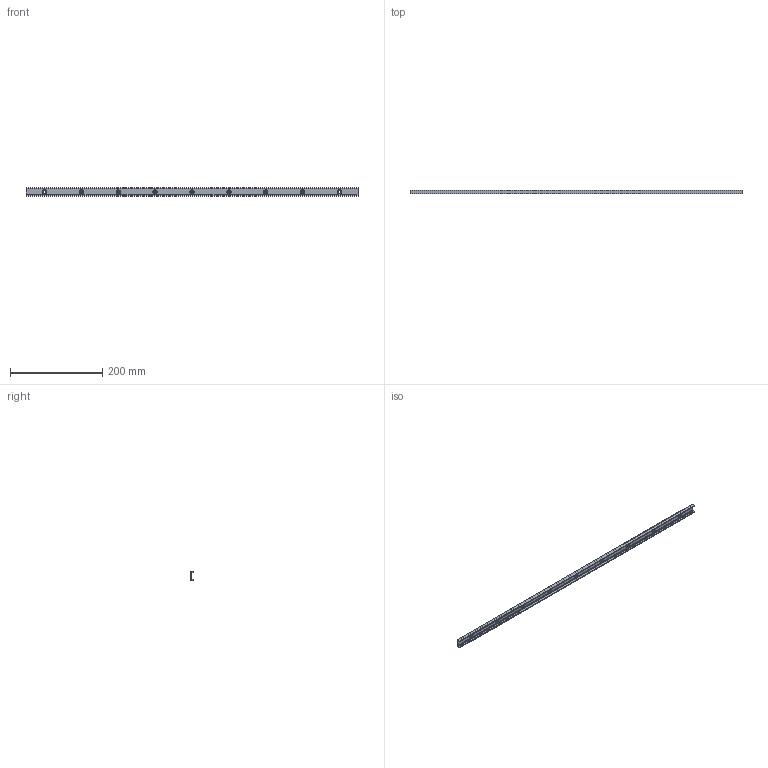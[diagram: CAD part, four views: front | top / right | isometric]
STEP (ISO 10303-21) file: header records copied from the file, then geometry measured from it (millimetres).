
FILE_DESCRIPTION((''),'2;1');
FILE_NAME('LCU 18-0720.C.stp','2016-05-02T15:07:08',('MRathmann'),(''),'Autodesk Inventor 2012','Autodesk Inventor 2012','');
FILE_SCHEMA(('CONFIG_CONTROL_DESIGN'));
Length unit declared in the file: millimetre
Products named in the file (1): LCU 18-0720.C
Bounding box: 720 x 8.25 x 18 mm (x, y, z)
Volume: 47882.2 mm3; surface area: 46134.8 mm2
Topology: 1 solids, 1 shells, 49 faces, 141 edges, 94 vertices
Faces by surface type: cylinder 29, plane 20
Full cylindrical faces by diameter (mm): 5 x9, 9.5 x9
Entity records: 1551 total; most frequent: CARTESIAN_POINT 294, DIRECTION 263, ORIENTED_EDGE 228, EDGE_CURVE 114, AXIS2_PLACEMENT_3D 108, VERTEX_POINT 85, EDGE_LOOP 85, CIRCLE 58
